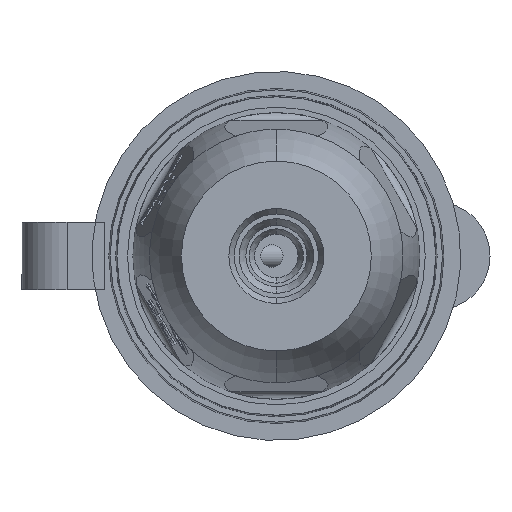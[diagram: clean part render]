
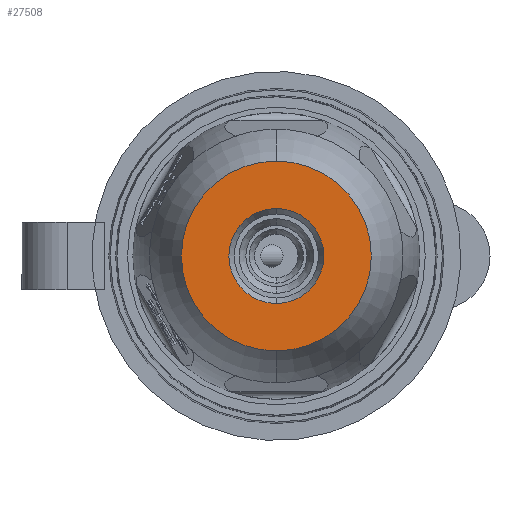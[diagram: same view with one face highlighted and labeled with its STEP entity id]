
A CAD part, left-side view. The second image highlights one B-rep face of the part: STEP entity #27508.
In plain terms, the highlighted planar face has unit normal (-1, 0, 0).
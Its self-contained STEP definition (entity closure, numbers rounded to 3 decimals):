
#737 = DIRECTION ( 'NONE',  ( 0., 0., 1. ) ) ;
#4540 = VERTEX_POINT ( 'NONE', #61613 ) ;
#5550 = FACE_OUTER_BOUND ( 'NONE', #31219, .T. ) ;
#5799 = DIRECTION ( 'NONE',  ( -1., 0., 0. ) ) ;
#6566 = AXIS2_PLACEMENT_3D ( 'NONE', #34517, #5799, #39336 ) ;
#7132 = CARTESIAN_POINT ( 'NONE',  ( 0., 7., 0. ) ) ;
#9555 = VERTEX_POINT ( 'NONE', #28943 ) ;
#11787 = PLANE ( 'NONE',  #38924 ) ;
#11998 = DIRECTION ( 'NONE',  ( 0., 0., -1. ) ) ;
#14510 = DIRECTION ( 'NONE',  ( -1., 0., 0. ) ) ;
#15604 = CIRCLE ( 'NONE', #18621, 14. ) ;
#15969 = ORIENTED_EDGE ( 'NONE', *, *, #49320, .T. ) ;
#16883 = EDGE_CURVE ( 'NONE', #34813, #4540, #52444, .T. ) ;
#18084 = EDGE_LOOP ( 'NONE', ( #22793, #45076 ) ) ;
#18621 = AXIS2_PLACEMENT_3D ( 'NONE', #22748, #56397, #27562 ) ;
#22297 = EDGE_CURVE ( 'NONE', #4540, #34813, #48078, .T. ) ;
#22748 = CARTESIAN_POINT ( 'NONE',  ( 0., 0., 0. ) ) ;
#22793 = ORIENTED_EDGE ( 'NONE', *, *, #22297, .F. ) ;
#24398 = CARTESIAN_POINT ( 'NONE',  ( 0., 0., -7. ) ) ;
#24676 = ORIENTED_EDGE ( 'NONE', *, *, #24981, .T. ) ;
#24981 = EDGE_CURVE ( 'NONE', #58314, #9555, #59222, .T. ) ;
#27508 = ADVANCED_FACE ( 'NONE', ( #55144, #5550 ), #11787, .F. ) ;
#27562 = DIRECTION ( 'NONE',  ( 0., 0., 1. ) ) ;
#28943 = CARTESIAN_POINT ( 'NONE',  ( 0., 0., 14. ) ) ;
#29435 = DIRECTION ( 'NONE',  ( -1., 0., 0. ) ) ;
#31219 = EDGE_LOOP ( 'NONE', ( #15969, #24676 ) ) ;
#34517 = CARTESIAN_POINT ( 'NONE',  ( 0., 0., 0. ) ) ;
#34813 = VERTEX_POINT ( 'NONE', #24398 ) ;
#36691 = AXIS2_PLACEMENT_3D ( 'NONE', #58260, #29435, #737 ) ;
#38924 = AXIS2_PLACEMENT_3D ( 'NONE', #7132, #40706, #11998 ) ;
#39336 = DIRECTION ( 'NONE',  ( 0., 0., 1. ) ) ;
#40706 = DIRECTION ( 'NONE',  ( 1., 0., 0. ) ) ;
#43185 = CARTESIAN_POINT ( 'NONE',  ( 0., 0., 0. ) ) ;
#45076 = ORIENTED_EDGE ( 'NONE', *, *, #16883, .F. ) ;
#46515 = CARTESIAN_POINT ( 'NONE',  ( 0., 0., -14. ) ) ;
#47984 = DIRECTION ( 'NONE',  ( 0., 0., 1. ) ) ;
#48078 = CIRCLE ( 'NONE', #6566, 7. ) ;
#49320 = EDGE_CURVE ( 'NONE', #9555, #58314, #15604, .T. ) ;
#52444 = CIRCLE ( 'NONE', #36691, 7. ) ;
#55144 = FACE_BOUND ( 'NONE', #18084, .T. ) ;
#56397 = DIRECTION ( 'NONE',  ( -1., 0., 0. ) ) ;
#58260 = CARTESIAN_POINT ( 'NONE',  ( 0., 0., 0. ) ) ;
#58314 = VERTEX_POINT ( 'NONE', #46515 ) ;
#59222 = CIRCLE ( 'NONE', #59977, 14. ) ;
#59977 = AXIS2_PLACEMENT_3D ( 'NONE', #43185, #14510, #47984 ) ;
#61613 = CARTESIAN_POINT ( 'NONE',  ( 0., 0., 7. ) ) ;
